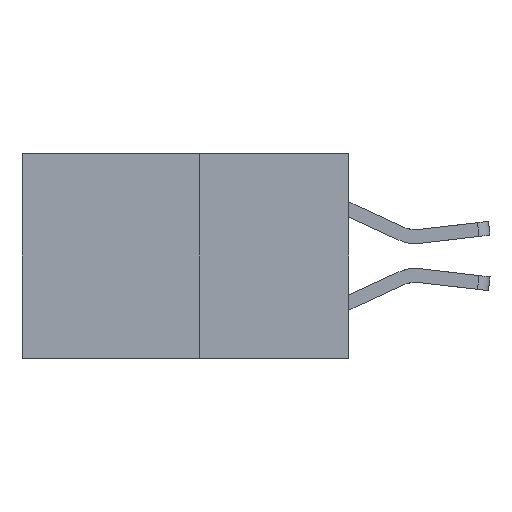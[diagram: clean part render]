
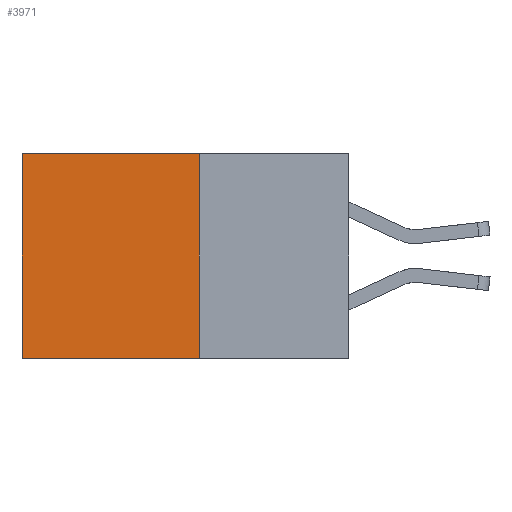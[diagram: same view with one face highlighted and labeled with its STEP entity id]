
A CAD part, left-side view. The second image highlights one B-rep face of the part: STEP entity #3971.
In plain terms, the highlighted planar face has unit normal (-1, 0, 0).
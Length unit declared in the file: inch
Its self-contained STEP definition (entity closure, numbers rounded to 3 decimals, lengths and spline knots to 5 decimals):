
#207 = ORIENTED_EDGE ( 'NONE', *, *, #9103, .T. ) ;
#488 = VERTEX_POINT ( 'NONE', #1775 ) ;
#940 = VERTEX_POINT ( 'NONE', #9564 ) ;
#1363 = AXIS2_PLACEMENT_3D ( 'NONE', #8682, #8660, #6843 ) ;
#1581 = ORIENTED_EDGE ( 'NONE', *, *, #3785, .F. ) ;
#1739 = DIRECTION ( 'NONE',  ( 0., 1., 0. ) ) ;
#1763 = VECTOR ( 'NONE', #1739, 39.37008 ) ;
#1775 = CARTESIAN_POINT ( 'NONE',  ( 0.277, 0.27, 0. ) ) ;
#1812 = LINE ( 'NONE', #10378, #8110 ) ;
#1879 = EDGE_CURVE ( 'NONE', #3855, #6678, #1812, .T. ) ;
#2468 = LINE ( 'NONE', #2983, #6707 ) ;
#2648 = ORIENTED_EDGE ( 'NONE', *, *, #1879, .F. ) ;
#2983 = CARTESIAN_POINT ( 'NONE',  ( 0.277, 0.27, -0.37 ) ) ;
#3785 = EDGE_CURVE ( 'NONE', #488, #3855, #2468, .T. ) ;
#3855 = VERTEX_POINT ( 'NONE', #7325 ) ;
#3971 = ADVANCED_FACE ( 'NONE', ( #9456 ), #6828, .F. ) ;
#4011 = VECTOR ( 'NONE', #6465, 39.37008 ) ;
#5017 = ORIENTED_EDGE ( 'NONE', *, *, #5068, .T. ) ;
#5068 = EDGE_CURVE ( 'NONE', #488, #940, #6092, .T. ) ;
#6085 = EDGE_LOOP ( 'NONE', ( #207, #2648, #1581, #5017 ) ) ;
#6092 = LINE ( 'NONE', #7006, #1763 ) ;
#6445 = CARTESIAN_POINT ( 'NONE',  ( 0.277, 0.59, -0.37 ) ) ;
#6465 = DIRECTION ( 'NONE',  ( 0., 0., -1. ) ) ;
#6551 = LINE ( 'NONE', #6445, #4011 ) ;
#6678 = VERTEX_POINT ( 'NONE', #7751 ) ;
#6707 = VECTOR ( 'NONE', #9925, 39.37008 ) ;
#6828 = PLANE ( 'NONE',  #1363 ) ;
#6843 = DIRECTION ( 'NONE',  ( 0., 0., -1. ) ) ;
#7006 = CARTESIAN_POINT ( 'NONE',  ( 0.277, 0.27, 0. ) ) ;
#7325 = CARTESIAN_POINT ( 'NONE',  ( 0.277, 0.27, -0.37 ) ) ;
#7751 = CARTESIAN_POINT ( 'NONE',  ( 0.277, 0.59, -0.37 ) ) ;
#8110 = VECTOR ( 'NONE', #9708, 39.37008 ) ;
#8660 = DIRECTION ( 'NONE',  ( 1., 0., 0. ) ) ;
#8682 = CARTESIAN_POINT ( 'NONE',  ( 0.277, 0.27, -0.37 ) ) ;
#9103 = EDGE_CURVE ( 'NONE', #940, #6678, #6551, .T. ) ;
#9456 = FACE_OUTER_BOUND ( 'NONE', #6085, .T. ) ;
#9564 = CARTESIAN_POINT ( 'NONE',  ( 0.277, 0.59, 0. ) ) ;
#9708 = DIRECTION ( 'NONE',  ( 0., 1., 0. ) ) ;
#9925 = DIRECTION ( 'NONE',  ( 0., 0., -1. ) ) ;
#10378 = CARTESIAN_POINT ( 'NONE',  ( 0.277, 0.27, -0.37 ) ) ;
